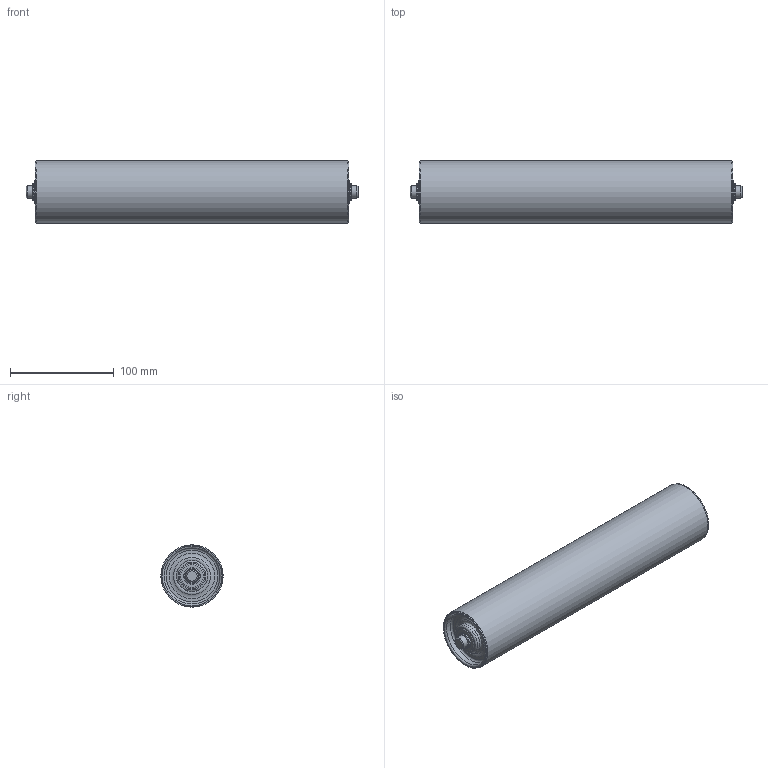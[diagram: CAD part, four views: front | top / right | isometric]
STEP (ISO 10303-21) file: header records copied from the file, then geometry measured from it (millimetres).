
FILE_DESCRIPTION('2;1');
FILE_NAME('TR1_60x2,0_ST_A12_ML300_AL320_glatt.stp',('ALFOTEC GmbH'),'Die Weitergabe, Vervielfaeltigung und Verwertung der technischen Zeichnung ist nur mit ausdruecklicher Einwilligung des Urhebers gestattet. Technische Aenderungen sowie bei Verstoessen Ansprueche auf Schadenersatz (auch fuer den Fall einer Patent-, Gebra');
FILE_SCHEMA(('CONFIG_CONTROL_DESIGN'));
Length unit declared in the file: millimetre
Bounding box: 320 x 60 x 60 mm (x, y, z)
Volume: 830529.1 mm3; surface area: 67844.4 mm2
Topology: 1 solids, 1 shells, 55 faces, 99 edges, 60 vertices
Faces by surface type: torus 20, plane 16, cylinder 15, cone 4
Full cylindrical faces by diameter (mm): 12 x2, 12.15 x2, 12.2 x2, 16 x2, 30.1 x2, 53.9 x2, 59.5 x2, 60 x1
Entity records: 1143 total; most frequent: DIRECTION 220, CARTESIAN_POINT 164, AXIS2_PLACEMENT_3D 110, ORIENTED_EDGE 108, EDGE_LOOP 108, FACE_OUTER_BOUND 55, ADVANCED_FACE 55, VERTEX_POINT 54
